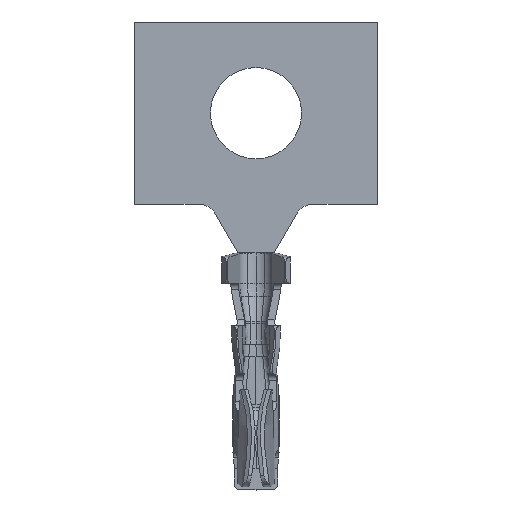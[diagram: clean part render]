
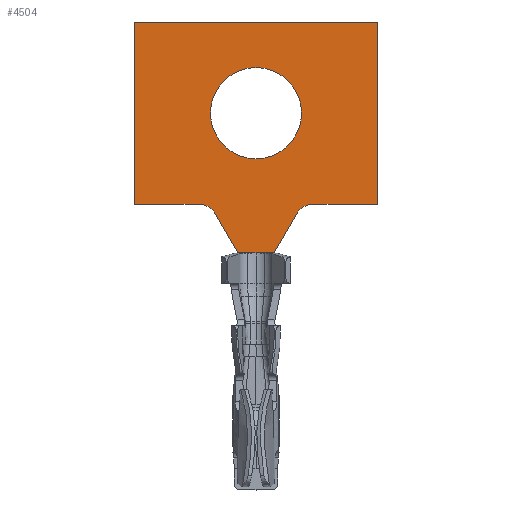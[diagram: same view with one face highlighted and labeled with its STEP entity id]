
A CAD part, top view. The second image highlights one B-rep face of the part: STEP entity #4504.
In plain terms, the highlighted planar face has unit normal (0, 0, 1).
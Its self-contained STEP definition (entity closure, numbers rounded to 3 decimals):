
#24=CARTESIAN_POINT('',(0.,6.2,0.));
#25=DIRECTION('',(0.,0.,1.));
#26=DIRECTION('',(-1.,0.,0.));
#27=AXIS2_PLACEMENT_3D('',#24,#25,#26);
#29=CARTESIAN_POINT('',(0.,6.2,0.));
#30=DIRECTION('',(0.,0.,1.));
#31=DIRECTION('',(1.,0.,0.));
#32=AXIS2_PLACEMENT_3D('',#29,#30,#31);
#34=DIRECTION('',(-1.,0.,0.));
#35=VECTOR('',#34,0.016);
#36=CARTESIAN_POINT('',(-0.284,3.9,0.));
#37=LINE('',#36,#35);
#38=DIRECTION('',(-0.5,0.866,0.));
#39=VECTOR('',#38,0.751);
#40=CARTESIAN_POINT('',(-0.3,3.9,0.));
#41=LINE('',#40,#39);
#42=CARTESIAN_POINT('',(-0.935,4.4,0.));
#43=DIRECTION('',(0.,0.,1.));
#44=DIRECTION('',(0.866,0.5,0.));
#45=AXIS2_PLACEMENT_3D('',#42,#43,#44);
#47=DIRECTION('',(-1.,0.,0.));
#48=VECTOR('',#47,1.065);
#49=CARTESIAN_POINT('',(-0.935,4.7,0.));
#50=LINE('',#49,#48);
#51=DIRECTION('',(0.,1.,0.));
#52=VECTOR('',#51,3.);
#53=CARTESIAN_POINT('',(-2.,4.7,0.));
#54=LINE('',#53,#52);
#55=DIRECTION('',(1.,0.,0.));
#56=VECTOR('',#55,4.);
#57=CARTESIAN_POINT('',(-2.,7.7,0.));
#58=LINE('',#57,#56);
#59=DIRECTION('',(0.,-1.,0.));
#60=VECTOR('',#59,3.);
#61=CARTESIAN_POINT('',(2.,7.7,0.));
#62=LINE('',#61,#60);
#63=DIRECTION('',(-1.,0.,0.));
#64=VECTOR('',#63,1.065);
#65=CARTESIAN_POINT('',(2.,4.7,0.));
#66=LINE('',#65,#64);
#67=CARTESIAN_POINT('',(0.935,4.4,0.));
#68=DIRECTION('',(0.,0.,1.));
#69=DIRECTION('',(0.,1.,0.));
#70=AXIS2_PLACEMENT_3D('',#67,#68,#69);
#72=DIRECTION('',(-0.5,-0.866,0.));
#73=VECTOR('',#72,0.751);
#74=CARTESIAN_POINT('',(0.675,4.55,0.));
#75=LINE('',#74,#73);
#76=DIRECTION('',(-1.,0.,0.));
#77=VECTOR('',#76,0.016);
#78=CARTESIAN_POINT('',(0.3,3.9,0.));
#79=LINE('',#78,#77);
#188=DIRECTION('',(1.,0.,0.));
#189=VECTOR('',#188,0.284);
#190=CARTESIAN_POINT('',(0.,3.9,0.));
#191=LINE('',#190,#189);
#192=DIRECTION('',(1.,0.,0.));
#193=VECTOR('',#192,0.284);
#194=CARTESIAN_POINT('',(-0.284,3.9,0.));
#195=LINE('',#194,#193);
#204=CARTESIAN_POINT('',(0.284,3.9,0.));
#308=CARTESIAN_POINT('',(-0.284,3.9,0.));
#4112=CARTESIAN_POINT('',(0.,3.9,0.));
#4113=VERTEX_POINT('',#4112);
#4311=CARTESIAN_POINT('',(-0.75,6.2,0.));
#4312=CARTESIAN_POINT('',(0.75,6.2,0.));
#4313=VERTEX_POINT('',#4311);
#4314=VERTEX_POINT('',#4312);
#4315=CARTESIAN_POINT('',(0.675,4.55,0.));
#4316=CARTESIAN_POINT('',(0.3,3.9,0.));
#4317=VERTEX_POINT('',#4315);
#4318=VERTEX_POINT('',#4316);
#4319=CARTESIAN_POINT('',(0.935,4.7,0.));
#4320=VERTEX_POINT('',#4319);
#4321=CARTESIAN_POINT('',(2.,4.7,0.));
#4322=VERTEX_POINT('',#4321);
#4323=CARTESIAN_POINT('',(2.,7.7,0.));
#4324=VERTEX_POINT('',#4323);
#4325=CARTESIAN_POINT('',(-2.,7.7,0.));
#4326=VERTEX_POINT('',#4325);
#4327=CARTESIAN_POINT('',(-2.,4.7,0.));
#4328=VERTEX_POINT('',#4327);
#4329=CARTESIAN_POINT('',(-0.935,4.7,0.));
#4330=VERTEX_POINT('',#4329);
#4331=CARTESIAN_POINT('',(-0.675,4.55,0.));
#4332=VERTEX_POINT('',#4331);
#4333=CARTESIAN_POINT('',(-0.3,3.9,0.));
#4334=VERTEX_POINT('',#4333);
#4359=VERTEX_POINT('',#204);
#4360=VERTEX_POINT('',#308);
#4467=CARTESIAN_POINT('',(0.,0.,0.));
#4468=DIRECTION('',(0.,0.,1.));
#4469=DIRECTION('',(1.,0.,0.));
#4470=AXIS2_PLACEMENT_3D('',#4467,#4468,#4469);
#4471=PLANE('',#4470);
#4472=ORIENTED_EDGE('',*,*,#4437,.T.);
#4474=ORIENTED_EDGE('',*,*,#4473,.T.);
#4476=ORIENTED_EDGE('',*,*,#4475,.T.);
#4478=ORIENTED_EDGE('',*,*,#4477,.T.);
#4480=ORIENTED_EDGE('',*,*,#4479,.T.);
#4482=ORIENTED_EDGE('',*,*,#4481,.T.);
#4484=ORIENTED_EDGE('',*,*,#4483,.T.);
#4486=ORIENTED_EDGE('',*,*,#4485,.T.);
#4488=ORIENTED_EDGE('',*,*,#4487,.T.);
#4490=ORIENTED_EDGE('',*,*,#4489,.T.);
#4491=ORIENTED_EDGE('',*,*,#4455,.T.);
#4493=ORIENTED_EDGE('',*,*,#4492,.F.);
#4495=ORIENTED_EDGE('',*,*,#4494,.F.);
#4496=EDGE_LOOP('',(#4472,#4474,#4476,#4478,#4480,#4482,#4484,#4486,#4488,#4490,
#4491,#4493,#4495));
#4497=FACE_OUTER_BOUND('',#4496,.F.);
#4499=ORIENTED_EDGE('',*,*,#4498,.T.);
#4501=ORIENTED_EDGE('',*,*,#4500,.T.);
#4502=EDGE_LOOP('',(#4499,#4501));
#4503=FACE_BOUND('',#4502,.F.);
#4504=ADVANCED_FACE('',(#4497,#4503),#4471,.T.);
#28=CIRCLE('',#27,0.75);
#33=CIRCLE('',#32,0.75);
#46=CIRCLE('',#45,0.3);
#71=CIRCLE('',#70,0.3);
#4437=EDGE_CURVE('',#4360,#4334,#37,.T.);
#4455=EDGE_CURVE('',#4318,#4359,#79,.T.);
#4473=EDGE_CURVE('',#4334,#4332,#41,.T.);
#4475=EDGE_CURVE('',#4332,#4330,#46,.T.);
#4477=EDGE_CURVE('',#4330,#4328,#50,.T.);
#4479=EDGE_CURVE('',#4328,#4326,#54,.T.);
#4481=EDGE_CURVE('',#4326,#4324,#58,.T.);
#4483=EDGE_CURVE('',#4324,#4322,#62,.T.);
#4485=EDGE_CURVE('',#4322,#4320,#66,.T.);
#4487=EDGE_CURVE('',#4320,#4317,#71,.T.);
#4489=EDGE_CURVE('',#4317,#4318,#75,.T.);
#4492=EDGE_CURVE('',#4113,#4359,#191,.T.);
#4494=EDGE_CURVE('',#4360,#4113,#195,.T.);
#4498=EDGE_CURVE('',#4313,#4314,#28,.T.);
#4500=EDGE_CURVE('',#4314,#4313,#33,.T.);
